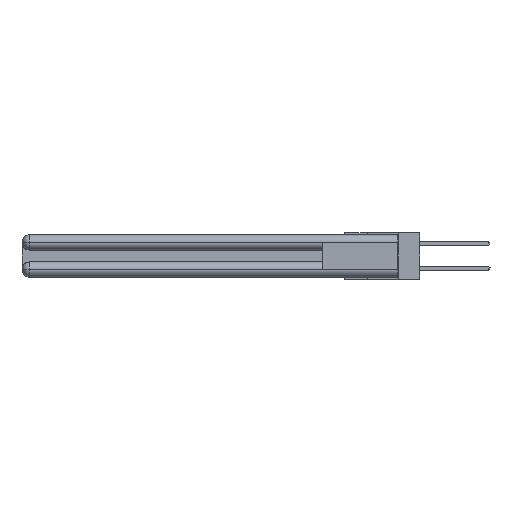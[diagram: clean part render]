
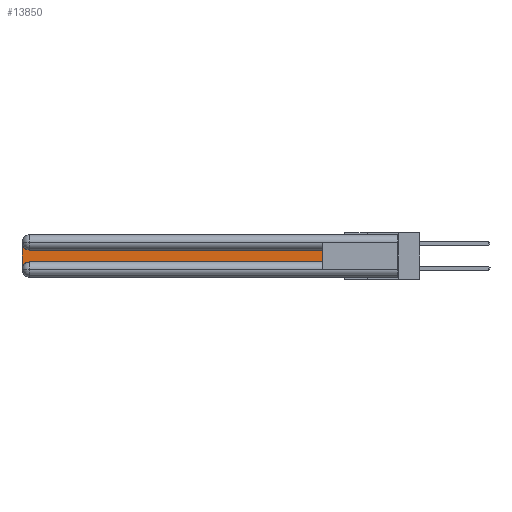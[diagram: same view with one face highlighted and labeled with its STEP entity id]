
A CAD part, left-side view. The second image highlights one B-rep face of the part: STEP entity #13850.
In plain terms, the highlighted planar face has unit normal (-1, 0, 0).
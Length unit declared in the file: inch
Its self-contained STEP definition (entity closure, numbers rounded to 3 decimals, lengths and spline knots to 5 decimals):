
#790 = ORIENTED_EDGE ( 'NONE', *, *, #16419, .T. ) ;
#1506 = VECTOR ( 'NONE', #31276, 39.37008 ) ;
#2105 = CARTESIAN_POINT ( 'NONE',  ( 0.075, 0.6, -0.2175 ) ) ;
#3124 = LINE ( 'NONE', #20938, #17052 ) ;
#4044 = VERTEX_POINT ( 'NONE', #19762 ) ;
#4182 = AXIS2_PLACEMENT_3D ( 'NONE', #17614, #20399, #17977 ) ;
#4248 = CARTESIAN_POINT ( 'NONE',  ( 0.075, 2.94, -0.2175 ) ) ;
#5377 = LINE ( 'NONE', #23131, #1506 ) ;
#5426 = VECTOR ( 'NONE', #8019, 39.37008 ) ;
#5576 = VERTEX_POINT ( 'NONE', #24131 ) ;
#6117 = ORIENTED_EDGE ( 'NONE', *, *, #26081, .T. ) ;
#8019 = DIRECTION ( 'NONE',  ( 0., -1., 0. ) ) ;
#9438 = CARTESIAN_POINT ( 'NONE',  ( 0.075, 2.94, -0.2775 ) ) ;
#9466 = FACE_OUTER_BOUND ( 'NONE', #20788, .T. ) ;
#9516 = VERTEX_POINT ( 'NONE', #19219 ) ;
#10174 = DIRECTION ( 'NONE',  ( 0., 1., 0. ) ) ;
#13049 = ORIENTED_EDGE ( 'NONE', *, *, #14691, .T. ) ;
#13850 = ADVANCED_FACE ( 'NONE', ( #9466 ), #23308, .F. ) ;
#14024 = ORIENTED_EDGE ( 'NONE', *, *, #21235, .T. ) ;
#14691 = EDGE_CURVE ( 'NONE', #29553, #17381, #5377, .T. ) ;
#14801 = VECTOR ( 'NONE', #15903, 39.37008 ) ;
#15903 = DIRECTION ( 'NONE',  ( 0., 0., -1. ) ) ;
#16419 = EDGE_CURVE ( 'NONE', #17381, #5576, #3124, .T. ) ;
#17052 = VECTOR ( 'NONE', #10174, 39.37008 ) ;
#17381 = VERTEX_POINT ( 'NONE', #23081 ) ;
#17593 = DIRECTION ( 'NONE',  ( 0., 0., -1. ) ) ;
#17614 = CARTESIAN_POINT ( 'NONE',  ( 0.075, 2.94, -0.0625 ) ) ;
#17977 = DIRECTION ( 'NONE',  ( 0., 0., -1. ) ) ;
#19219 = CARTESIAN_POINT ( 'NONE',  ( 0.075, 3., -0.0625 ) ) ;
#19762 = CARTESIAN_POINT ( 'NONE',  ( 0.075, 3., -0.2775 ) ) ;
#19879 = LINE ( 'NONE', #35409, #5426 ) ;
#20399 = DIRECTION ( 'NONE',  ( 1., 0., 0. ) ) ;
#20788 = EDGE_LOOP ( 'NONE', ( #790, #22187, #14024, #6117, #28372, #13049 ) ) ;
#20938 = CARTESIAN_POINT ( 'NONE',  ( 0.075, 0.6, -0.1225 ) ) ;
#21235 = EDGE_CURVE ( 'NONE', #9516, #4044, #24877, .T. ) ;
#21281 = AXIS2_PLACEMENT_3D ( 'NONE', #28906, #28668, #17593 ) ;
#21898 = CARTESIAN_POINT ( 'NONE',  ( 0.075, 3., -0.2175 ) ) ;
#22187 = ORIENTED_EDGE ( 'NONE', *, *, #23267, .T. ) ;
#23081 = CARTESIAN_POINT ( 'NONE',  ( 0.075, 0.6, -0.1225 ) ) ;
#23131 = CARTESIAN_POINT ( 'NONE',  ( 0.075, 0.6, -0.2175 ) ) ;
#23267 = EDGE_CURVE ( 'NONE', #5576, #9516, #32519, .T. ) ;
#23308 = PLANE ( 'NONE',  #21281 ) ;
#23880 = EDGE_CURVE ( 'NONE', #26521, #29553, #19879, .T. ) ;
#24131 = CARTESIAN_POINT ( 'NONE',  ( 0.075, 2.94, -0.1225 ) ) ;
#24631 = AXIS2_PLACEMENT_3D ( 'NONE', #9438, #34294, #26028 ) ;
#24877 = LINE ( 'NONE', #21898, #14801 ) ;
#26028 = DIRECTION ( 'NONE',  ( 0., 0., -1. ) ) ;
#26081 = EDGE_CURVE ( 'NONE', #4044, #26521, #26603, .T. ) ;
#26521 = VERTEX_POINT ( 'NONE', #4248 ) ;
#26603 = CIRCLE ( 'NONE', #24631, 0.06 ) ;
#28372 = ORIENTED_EDGE ( 'NONE', *, *, #23880, .T. ) ;
#28668 = DIRECTION ( 'NONE',  ( 1., 0., 0. ) ) ;
#28906 = CARTESIAN_POINT ( 'NONE',  ( 0.075, 3., -0.1225 ) ) ;
#29553 = VERTEX_POINT ( 'NONE', #2105 ) ;
#31276 = DIRECTION ( 'NONE',  ( 0., 0., 1. ) ) ;
#32519 = CIRCLE ( 'NONE', #4182, 0.06 ) ;
#34294 = DIRECTION ( 'NONE',  ( 1., 0., 0. ) ) ;
#35409 = CARTESIAN_POINT ( 'NONE',  ( 0.075, 0.6, -0.2175 ) ) ;
